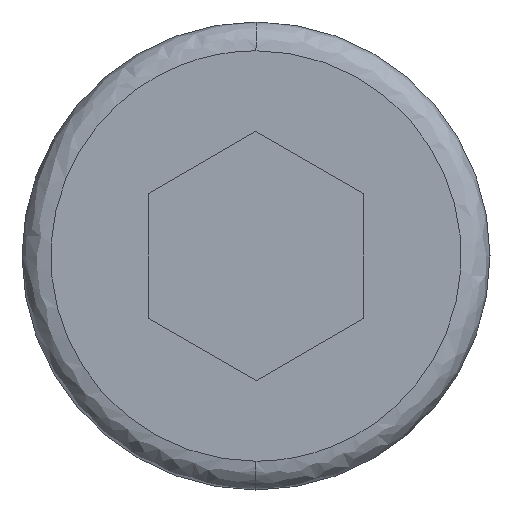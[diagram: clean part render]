
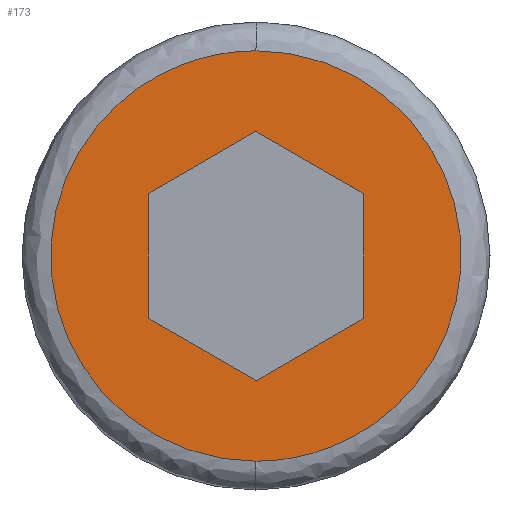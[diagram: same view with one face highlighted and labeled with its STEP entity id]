
A CAD part, left-side view. The second image highlights one B-rep face of the part: STEP entity #173.
In plain terms, the highlighted planar face has unit normal (-1, 0, 0).
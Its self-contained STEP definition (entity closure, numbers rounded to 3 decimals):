
#1 = CARTESIAN_POINT ( 'NONE',  ( -8., 0., -3.464 ) ) ;
#3 = DIRECTION ( 'NONE',  ( 0., 0., 1. ) ) ;
#17 = VERTEX_POINT ( 'NONE', #69 ) ;
#18 = CARTESIAN_POINT ( 'NONE',  ( -8., -3., 0. ) ) ;
#20 = CARTESIAN_POINT ( 'NONE',  ( -8., -11.4, 5.7 ) ) ;
#22 = VECTOR ( 'NONE', #415, 1000. ) ;
#46 = DIRECTION ( 'NONE',  ( -1., 0., 0. ) ) ;
#58 = VECTOR ( 'NONE', #316, 1000. ) ;
#64 = CARTESIAN_POINT ( 'NONE',  ( -8., 0., 3.464 ) ) ;
#69 = CARTESIAN_POINT ( 'NONE',  ( -8., 3., 1.732 ) ) ;
#72 = CARTESIAN_POINT ( 'NONE',  ( -8., -11.4, -5.7 ) ) ;
#75 = CARTESIAN_POINT ( 'NONE',  ( -8., 0., -3.464 ) ) ;
#92 = LINE ( 'NONE', #75, #97 ) ;
#97 = VECTOR ( 'NONE', #374, 1000. ) ;
#120 = EDGE_CURVE ( 'NONE', #536, #172, #92, .T. ) ;
#138 = ORIENTED_EDGE ( 'NONE', *, *, #199, .T. ) ;
#139 = CARTESIAN_POINT ( 'NONE',  ( -8., 3., 0. ) ) ;
#140 = CARTESIAN_POINT ( 'NONE',  ( -8., 11.4, 5.7 ) ) ;
#172 = VERTEX_POINT ( 'NONE', #467 ) ;
#173 = ADVANCED_FACE ( 'NONE', ( #332, #224 ), #513, .T. ) ;
#180 = ORIENTED_EDGE ( 'NONE', *, *, #253, .T. ) ;
#183 =( BOUNDED_CURVE ( )  B_SPLINE_CURVE ( 3, ( #546, #20, #72, #256 ),
 .UNSPECIFIED., .F., .T. ) 
 B_SPLINE_CURVE_WITH_KNOTS ( ( 4, 4 ),
 ( 0.75, 1.25 ),
 .UNSPECIFIED. ) 
 CURVE ( )  GEOMETRIC_REPRESENTATION_ITEM ( )  RATIONAL_B_SPLINE_CURVE ( ( 1., 0.333, 0.333, 1. ) ) 
 REPRESENTATION_ITEM ( '' )  );
#188 = CARTESIAN_POINT ( 'NONE',  ( -8., 0., -5.7 ) ) ;
#190 = VECTOR ( 'NONE', #404, 1000. ) ;
#191 = VERTEX_POINT ( 'NONE', #431 ) ;
#199 = EDGE_CURVE ( 'NONE', #417, #536, #423, .T. ) ;
#201 = LINE ( 'NONE', #403, #482 ) ;
#224 = FACE_OUTER_BOUND ( 'NONE', #495, .T. ) ;
#232 = EDGE_CURVE ( 'NONE', #300, #524, #480, .T. ) ;
#233 = CARTESIAN_POINT ( 'NONE',  ( -8., 0., -5.7 ) ) ;
#253 = EDGE_CURVE ( 'NONE', #172, #17, #317, .T. ) ;
#256 = CARTESIAN_POINT ( 'NONE',  ( -8., 0., -5.7 ) ) ;
#261 = CARTESIAN_POINT ( 'NONE',  ( -8., 4.982, 0. ) ) ;
#263 = DIRECTION ( 'NONE',  ( 0., 0.866, -0.5 ) ) ;
#270 = EDGE_CURVE ( 'NONE', #277, #417, #516, .T. ) ;
#277 = VERTEX_POINT ( 'NONE', #528 ) ;
#282 = CARTESIAN_POINT ( 'NONE',  ( -8., -3., -1.732 ) ) ;
#300 = VERTEX_POINT ( 'NONE', #233 ) ;
#302 = CARTESIAN_POINT ( 'NONE',  ( -8., 0., 5.7 ) ) ;
#308 = EDGE_CURVE ( 'NONE', #17, #191, #201, .T. ) ;
#309 = VECTOR ( 'NONE', #263, 1000. ) ;
#316 = DIRECTION ( 'NONE',  ( 0., 0., -1. ) ) ;
#317 = LINE ( 'NONE', #139, #190 ) ;
#332 = FACE_BOUND ( 'NONE', #456, .T. ) ;
#351 = ORIENTED_EDGE ( 'NONE', *, *, #458, .F. ) ;
#353 = CARTESIAN_POINT ( 'NONE',  ( -8., 11.4, -5.7 ) ) ;
#358 = EDGE_CURVE ( 'NONE', #191, #277, #442, .T. ) ;
#374 = DIRECTION ( 'NONE',  ( 0., 0.866, 0.5 ) ) ;
#403 = CARTESIAN_POINT ( 'NONE',  ( -8., 3., 1.732 ) ) ;
#404 = DIRECTION ( 'NONE',  ( 0., 0., 1. ) ) ;
#415 = DIRECTION ( 'NONE',  ( 0., -0.866, -0.5 ) ) ;
#417 = VERTEX_POINT ( 'NONE', #282 ) ;
#423 = LINE ( 'NONE', #514, #309 ) ;
#426 = ORIENTED_EDGE ( 'NONE', *, *, #232, .F. ) ;
#431 = CARTESIAN_POINT ( 'NONE',  ( -8., 0., 3.464 ) ) ;
#441 = DIRECTION ( 'NONE',  ( 0., -0.866, 0.5 ) ) ;
#442 = LINE ( 'NONE', #64, #22 ) ;
#445 = CARTESIAN_POINT ( 'NONE',  ( -8., 0., 5.7 ) ) ;
#456 = EDGE_LOOP ( 'NONE', ( #138, #479, #180, #472, #518, #523 ) ) ;
#458 = EDGE_CURVE ( 'NONE', #524, #300, #183, .T. ) ;
#467 = CARTESIAN_POINT ( 'NONE',  ( -8., 3., -1.732 ) ) ;
#472 = ORIENTED_EDGE ( 'NONE', *, *, #308, .T. ) ;
#479 = ORIENTED_EDGE ( 'NONE', *, *, #120, .T. ) ;
#480 =( BOUNDED_CURVE ( )  B_SPLINE_CURVE ( 3, ( #188, #353, #140, #445 ),
 .UNSPECIFIED., .F., .T. ) 
 B_SPLINE_CURVE_WITH_KNOTS ( ( 4, 4 ),
 ( 0.25, 0.75 ),
 .UNSPECIFIED. ) 
 CURVE ( )  GEOMETRIC_REPRESENTATION_ITEM ( )  RATIONAL_B_SPLINE_CURVE ( ( 1., 0.333, 0.333, 1. ) ) 
 REPRESENTATION_ITEM ( '' )  );
#482 = VECTOR ( 'NONE', #441, 1000. ) ;
#492 = AXIS2_PLACEMENT_3D ( 'NONE', #261, #46, #3 ) ;
#495 = EDGE_LOOP ( 'NONE', ( #426, #351 ) ) ;
#513 = PLANE ( 'NONE',  #492 ) ;
#514 = CARTESIAN_POINT ( 'NONE',  ( -8., -3., -1.732 ) ) ;
#516 = LINE ( 'NONE', #18, #58 ) ;
#518 = ORIENTED_EDGE ( 'NONE', *, *, #358, .T. ) ;
#523 = ORIENTED_EDGE ( 'NONE', *, *, #270, .T. ) ;
#524 = VERTEX_POINT ( 'NONE', #302 ) ;
#528 = CARTESIAN_POINT ( 'NONE',  ( -8., -3., 1.732 ) ) ;
#536 = VERTEX_POINT ( 'NONE', #1 ) ;
#546 = CARTESIAN_POINT ( 'NONE',  ( -8., 0., 5.7 ) ) ;
